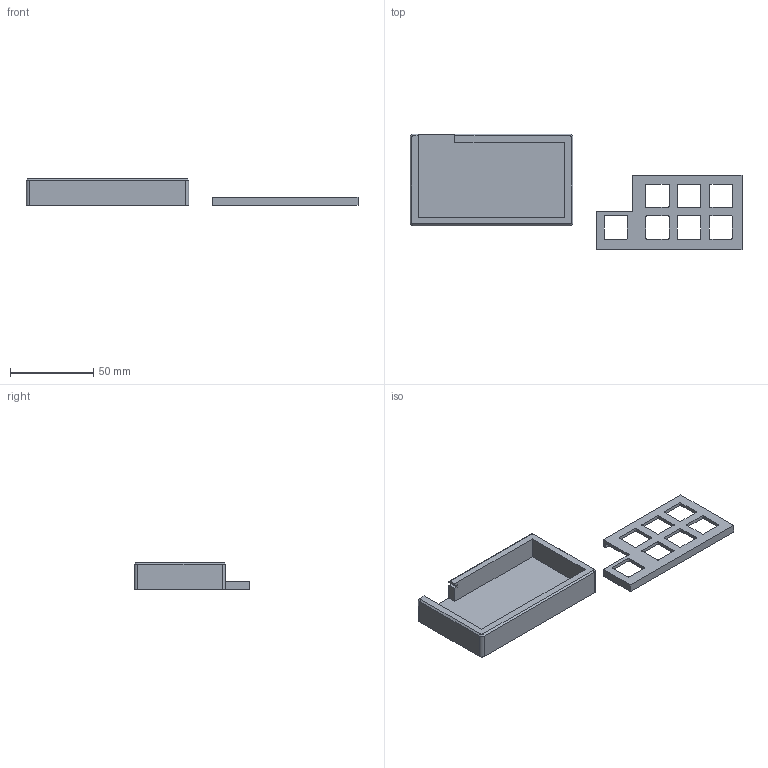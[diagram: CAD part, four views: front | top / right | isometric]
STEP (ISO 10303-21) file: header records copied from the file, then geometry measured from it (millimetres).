
FILE_DESCRIPTION(('FreeCAD Model'),'2;1');
FILE_NAME('Open CASCADE Shape Model','2026-01-16T19:29:47',(''),(''), 'Open CASCADE STEP processor 7.8','FreeCAD','Unknown');
FILE_SCHEMA(('AUTOMOTIVE_DESIGN { 1 0 10303 214 1 1 1 1 }'));
Length unit declared in the file: millimetre
Products named in the file (3): Hackpad; Unten; Oben
Assembly tree (2 placements, depth 2):
  Hackpad
    Unten
    Oben
Bounding box: 199.74 x 69.47 x 16.1 mm (x, y, z)
Volume: 38618.6 mm3; surface area: 25390.4 mm2
Topology: 2 solids, 2 shells, 102 faces, 286 edges, 188 vertices
Faces by surface type: plane 66, cylinder 32, cone 4
Entity records: 3368 total; most frequent: CARTESIAN_POINT 579, ORIENTED_EDGE 572, DIRECTION 564, EDGE_CURVE 286, LINE 218, VECTOR 218, VERTEX_POINT 188, AXIS2_PLACEMENT_3D 173
